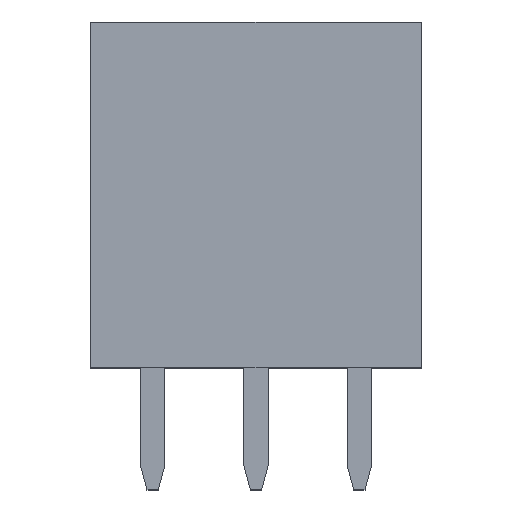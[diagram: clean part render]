
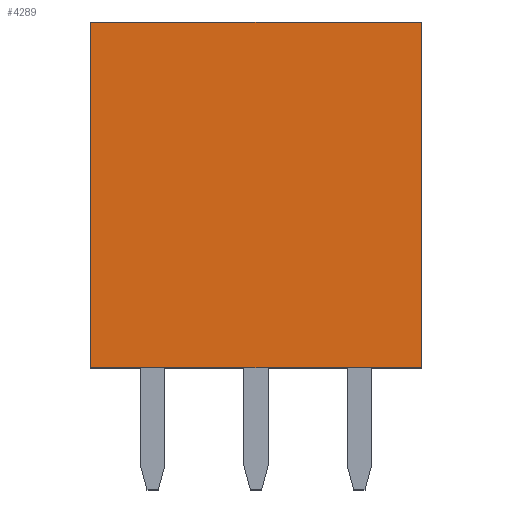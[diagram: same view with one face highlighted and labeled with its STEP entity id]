
A CAD part, top view. The second image highlights one B-rep face of the part: STEP entity #4289.
In plain terms, the highlighted planar face has unit normal (0, 0, 1).
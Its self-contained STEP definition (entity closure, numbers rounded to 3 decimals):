
#135 = LINE ( 'NONE', #920, #1468 ) ;
#193 = ORIENTED_EDGE ( 'NONE', *, *, #2358, .T. ) ;
#251 = CARTESIAN_POINT ( 'NONE',  ( 6.6, 0., 1.25 ) ) ;
#281 = VERTEX_POINT ( 'NONE', #251 ) ;
#387 = DIRECTION ( 'NONE',  ( 0., -1., 0. ) ) ;
#431 = EDGE_CURVE ( 'NONE', #4187, #820, #1280, .T. ) ;
#437 = CARTESIAN_POINT ( 'NONE',  ( 6.6, 0., 1.25 ) ) ;
#620 = ORIENTED_EDGE ( 'NONE', *, *, #3360, .T. ) ;
#666 = CARTESIAN_POINT ( 'NONE',  ( -1.52, 8.5, 1.25 ) ) ;
#803 = LINE ( 'NONE', #2326, #3519 ) ;
#820 = VERTEX_POINT ( 'NONE', #666 ) ;
#920 = CARTESIAN_POINT ( 'NONE',  ( 6.6, 0., 1.25 ) ) ;
#1102 = CARTESIAN_POINT ( 'NONE',  ( 6.6, 0., 1.25 ) ) ;
#1280 = LINE ( 'NONE', #1753, #1750 ) ;
#1395 = EDGE_CURVE ( 'NONE', #281, #4187, #3166, .T. ) ;
#1468 = VECTOR ( 'NONE', #2930, 1000. ) ;
#1627 = ORIENTED_EDGE ( 'NONE', *, *, #1395, .F. ) ;
#1750 = VECTOR ( 'NONE', #2955, 1000. ) ;
#1753 = CARTESIAN_POINT ( 'NONE',  ( -1.52, 0., 1.25 ) ) ;
#1854 = PLANE ( 'NONE',  #3011 ) ;
#2051 = CARTESIAN_POINT ( 'NONE',  ( -1.52, 0., 1.25 ) ) ;
#2326 = CARTESIAN_POINT ( 'NONE',  ( 6.6, 8.5, 1.25 ) ) ;
#2358 = EDGE_CURVE ( 'NONE', #2471, #820, #803, .T. ) ;
#2471 = VERTEX_POINT ( 'NONE', #4843 ) ;
#2637 = DIRECTION ( 'NONE',  ( 0., 0., -1. ) ) ;
#2930 = DIRECTION ( 'NONE',  ( 0., 1., 0. ) ) ;
#2955 = DIRECTION ( 'NONE',  ( 0., 1., 0. ) ) ;
#3011 = AXIS2_PLACEMENT_3D ( 'NONE', #1102, #2637, #387 ) ;
#3030 = ORIENTED_EDGE ( 'NONE', *, *, #431, .F. ) ;
#3166 = LINE ( 'NONE', #437, #3275 ) ;
#3275 = VECTOR ( 'NONE', #3932, 1000. ) ;
#3360 = EDGE_CURVE ( 'NONE', #281, #2471, #135, .T. ) ;
#3519 = VECTOR ( 'NONE', #3606, 1000. ) ;
#3606 = DIRECTION ( 'NONE',  ( -1., 0., 0. ) ) ;
#3932 = DIRECTION ( 'NONE',  ( -1., 0., 0. ) ) ;
#3939 = EDGE_LOOP ( 'NONE', ( #3030, #1627, #620, #193 ) ) ;
#4187 = VERTEX_POINT ( 'NONE', #2051 ) ;
#4289 = ADVANCED_FACE ( 'NONE', ( #4452 ), #1854, .F. ) ;
#4452 = FACE_OUTER_BOUND ( 'NONE', #3939, .T. ) ;
#4843 = CARTESIAN_POINT ( 'NONE',  ( 6.6, 8.5, 1.25 ) ) ;
